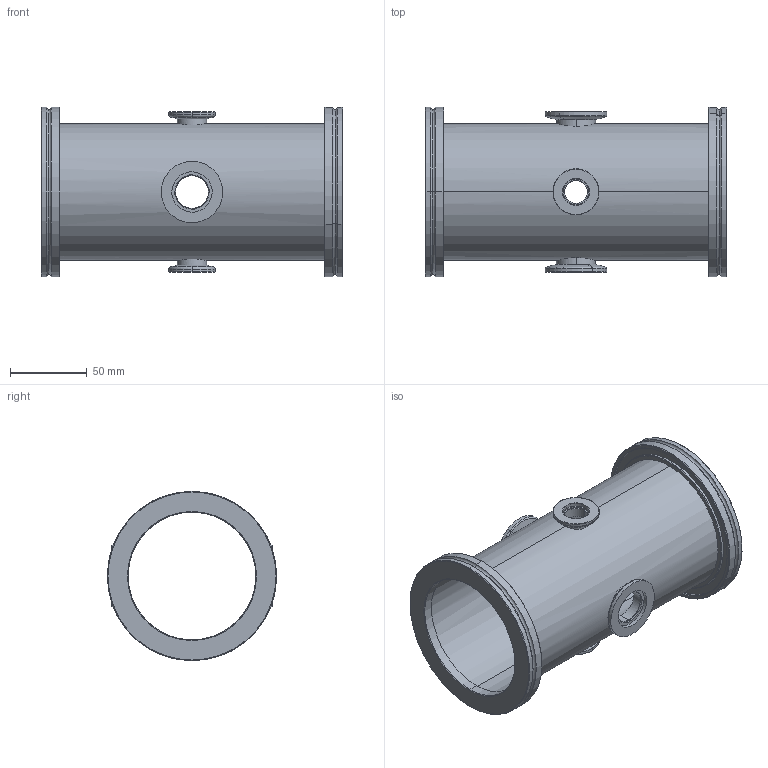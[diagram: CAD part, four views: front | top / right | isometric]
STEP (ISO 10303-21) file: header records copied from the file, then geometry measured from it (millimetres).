
FILE_DESCRIPTION (( 'STEP AP214' ), '1' );
FILE_NAME ('Hositrad_ISO-X6R-80.STEP', '2017-06-07T08:07:35', ( 'Gebruiker' ), ( '' ), 'SwSTEP 2.0', 'SolidWorks 2017', '' );
FILE_SCHEMA (( 'AUTOMOTIVE_DESIGN' ));
Length unit declared in the file: millimetre
Products named in the file (5): KF25-WS_KF25-25Ws; KF16-19WS_KF16-19; ISO-K-Weld-All_ISO80-89; ISO-K_6-Way-KF-Reducing-Cross_All_ISO80-T; Hositrad_ISO-X6R-80
Assembly tree (7 placements, depth 2):
  Hositrad_ISO-X6R-80
    ISO-K_6-Way-KF-Reducing-Cross_All_ISO80-T
    ISO-K-Weld-All_ISO80-89  x2
    KF16-19WS_KF16-19  x2
    KF25-WS_KF25-25Ws  x2
Bounding box: 196 x 110 x 110 mm (x, y, z)
Volume: 189512 mm3; surface area: 143677.8 mm2
Topology: 7 solids, 7 shells, 156 faces, 324 edges, 192 vertices
Faces by surface type: cylinder 76, cone 32, plane 28, torus 20
Entity records: 3426 total; most frequent: CARTESIAN_POINT 1157, DIRECTION 490, ORIENTED_EDGE 388, AXIS2_PLACEMENT_3D 211, EDGE_CURVE 194, VERTEX_POINT 116, EDGE_LOOP 112, CIRCLE 110
